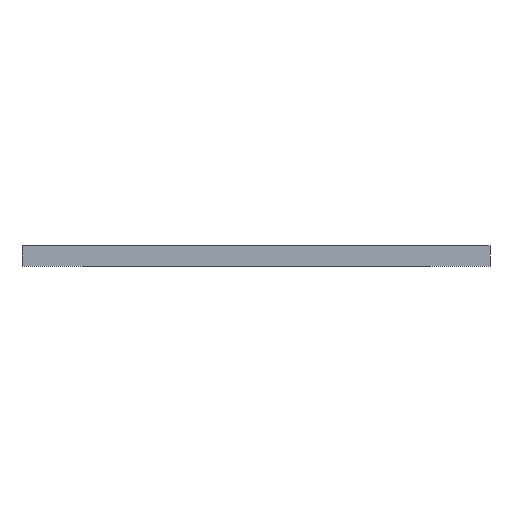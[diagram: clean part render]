
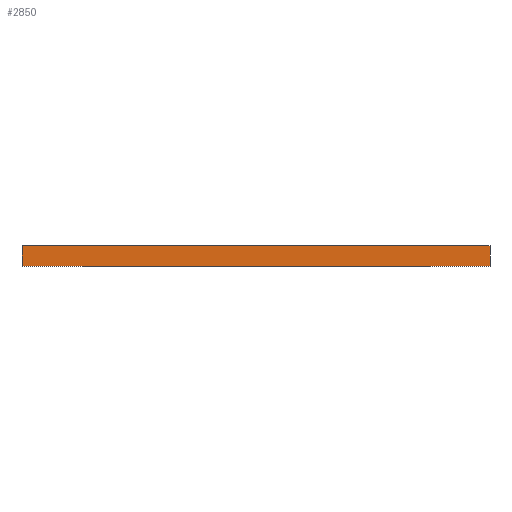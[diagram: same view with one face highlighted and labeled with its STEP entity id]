
A CAD part, front view. The second image highlights one B-rep face of the part: STEP entity #2850.
In plain terms, the highlighted planar face has unit normal (0, -1, 0).
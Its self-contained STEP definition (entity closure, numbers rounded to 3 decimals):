
#221 = VECTOR ( 'NONE', #458, 1000. ) ;
#458 = DIRECTION ( 'NONE',  ( 0., 0., -1. ) ) ;
#536 = CARTESIAN_POINT ( 'NONE',  ( -15., -22.5, -0.65 ) ) ;
#551 = DIRECTION ( 'NONE',  ( 0., 0., -1. ) ) ;
#627 = CARTESIAN_POINT ( 'NONE',  ( -15., -22.5, 0.65 ) ) ;
#732 = CARTESIAN_POINT ( 'NONE',  ( 15., -22.5, -0.65 ) ) ;
#942 = PLANE ( 'NONE',  #4040 ) ;
#1150 = CARTESIAN_POINT ( 'NONE',  ( -15., -22.5, 0.65 ) ) ;
#1235 = EDGE_CURVE ( 'NONE', #3568, #2579, #3090, .T. ) ;
#1252 = LINE ( 'NONE', #2766, #2583 ) ;
#1778 = CARTESIAN_POINT ( 'NONE',  ( 15., -22.5, -0.65 ) ) ;
#2014 = CARTESIAN_POINT ( 'NONE',  ( 15., -22.5, 0.65 ) ) ;
#2579 = VERTEX_POINT ( 'NONE', #732 ) ;
#2583 = VECTOR ( 'NONE', #551, 1000. ) ;
#2766 = CARTESIAN_POINT ( 'NONE',  ( 15., -22.5, 0.65 ) ) ;
#2850 = ADVANCED_FACE ( 'NONE', ( #3354 ), #942, .F. ) ;
#2864 = ORIENTED_EDGE ( 'NONE', *, *, #1235, .T. ) ;
#2895 = EDGE_CURVE ( 'NONE', #3802, #2579, #1252, .T. ) ;
#2918 = LINE ( 'NONE', #1150, #221 ) ;
#3032 = VECTOR ( 'NONE', #3580, 1000. ) ;
#3090 = LINE ( 'NONE', #1778, #4633 ) ;
#3198 = VERTEX_POINT ( 'NONE', #627 ) ;
#3249 = DIRECTION ( 'NONE',  ( 1., 0., 0. ) ) ;
#3354 = FACE_OUTER_BOUND ( 'NONE', #3663, .T. ) ;
#3369 = EDGE_CURVE ( 'NONE', #3198, #3802, #3997, .T. ) ;
#3490 = DIRECTION ( 'NONE',  ( -1., 0., 0. ) ) ;
#3568 = VERTEX_POINT ( 'NONE', #536 ) ;
#3580 = DIRECTION ( 'NONE',  ( 1., 0., 0. ) ) ;
#3663 = EDGE_LOOP ( 'NONE', ( #2864, #4076, #4305, #4707 ) ) ;
#3801 = CARTESIAN_POINT ( 'NONE',  ( 15., -22.5, 0.65 ) ) ;
#3802 = VERTEX_POINT ( 'NONE', #2014 ) ;
#3997 = LINE ( 'NONE', #4283, #3032 ) ;
#4040 = AXIS2_PLACEMENT_3D ( 'NONE', #3801, #4568, #3490 ) ;
#4076 = ORIENTED_EDGE ( 'NONE', *, *, #2895, .F. ) ;
#4283 = CARTESIAN_POINT ( 'NONE',  ( 15., -22.5, 0.65 ) ) ;
#4305 = ORIENTED_EDGE ( 'NONE', *, *, #3369, .F. ) ;
#4568 = DIRECTION ( 'NONE',  ( 0., 1., 0. ) ) ;
#4591 = EDGE_CURVE ( 'NONE', #3198, #3568, #2918, .T. ) ;
#4633 = VECTOR ( 'NONE', #3249, 1000. ) ;
#4707 = ORIENTED_EDGE ( 'NONE', *, *, #4591, .T. ) ;
